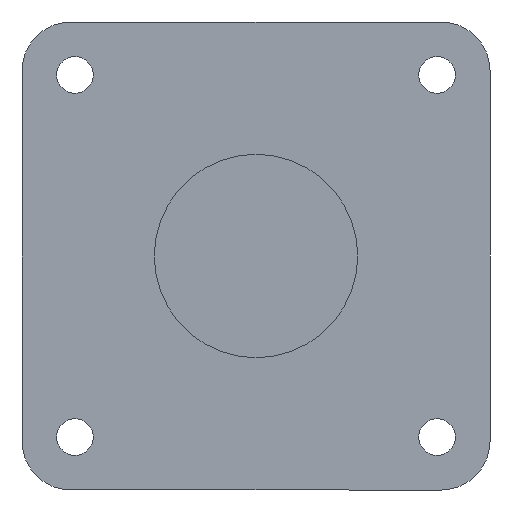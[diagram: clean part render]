
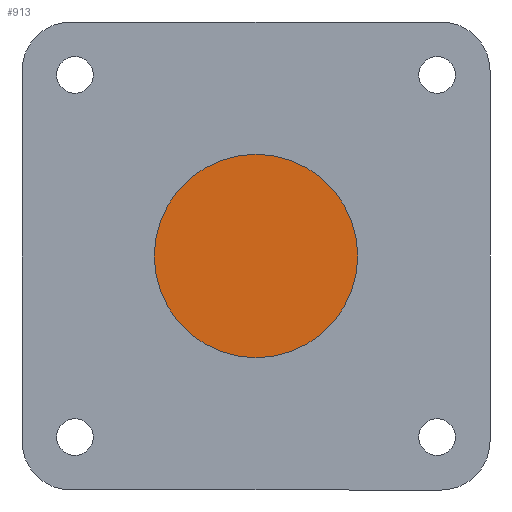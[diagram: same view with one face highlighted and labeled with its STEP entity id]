
A CAD part, front view. The second image highlights one B-rep face of the part: STEP entity #913.
In plain terms, the highlighted planar face has unit normal (0, -1, 0).
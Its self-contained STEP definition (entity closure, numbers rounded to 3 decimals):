
#58 = PLANE ( 'NONE',  #254 ) ;
#68 = DIRECTION ( 'NONE',  ( 0., 0., -1. ) ) ;
#114 = EDGE_CURVE ( 'NONE', #158, #858, #183, .T. ) ;
#158 = VERTEX_POINT ( 'NONE', #645 ) ;
#183 = CIRCLE ( 'NONE', #577, 25. ) ;
#207 = CARTESIAN_POINT ( 'NONE',  ( 0., 9., 0. ) ) ;
#254 = AXIS2_PLACEMENT_3D ( 'NONE', #487, #771, #352 ) ;
#279 = DIRECTION ( 'NONE',  ( 0., 0., -1. ) ) ;
#352 = DIRECTION ( 'NONE',  ( 0., 0., -1. ) ) ;
#487 = CARTESIAN_POINT ( 'NONE',  ( 0., 9., 0. ) ) ;
#497 = DIRECTION ( 'NONE',  ( 0., -1., 0. ) ) ;
#577 = AXIS2_PLACEMENT_3D ( 'NONE', #924, #497, #68 ) ;
#585 = ORIENTED_EDGE ( 'NONE', *, *, #114, .T. ) ;
#627 = CARTESIAN_POINT ( 'NONE',  ( 0., 9., -25. ) ) ;
#645 = CARTESIAN_POINT ( 'NONE',  ( 0., 9., 25. ) ) ;
#669 = ORIENTED_EDGE ( 'NONE', *, *, #896, .T. ) ;
#701 = DIRECTION ( 'NONE',  ( 0., -1., 0. ) ) ;
#729 = AXIS2_PLACEMENT_3D ( 'NONE', #207, #701, #279 ) ;
#771 = DIRECTION ( 'NONE',  ( 0., -1., 0. ) ) ;
#775 = FACE_OUTER_BOUND ( 'NONE', #931, .T. ) ;
#858 = VERTEX_POINT ( 'NONE', #627 ) ;
#886 = CIRCLE ( 'NONE', #729, 25. ) ;
#896 = EDGE_CURVE ( 'NONE', #858, #158, #886, .T. ) ;
#913 = ADVANCED_FACE ( 'NONE', ( #775 ), #58, .T. ) ;
#924 = CARTESIAN_POINT ( 'NONE',  ( 0., 9., 0. ) ) ;
#931 = EDGE_LOOP ( 'NONE', ( #669, #585 ) ) ;
